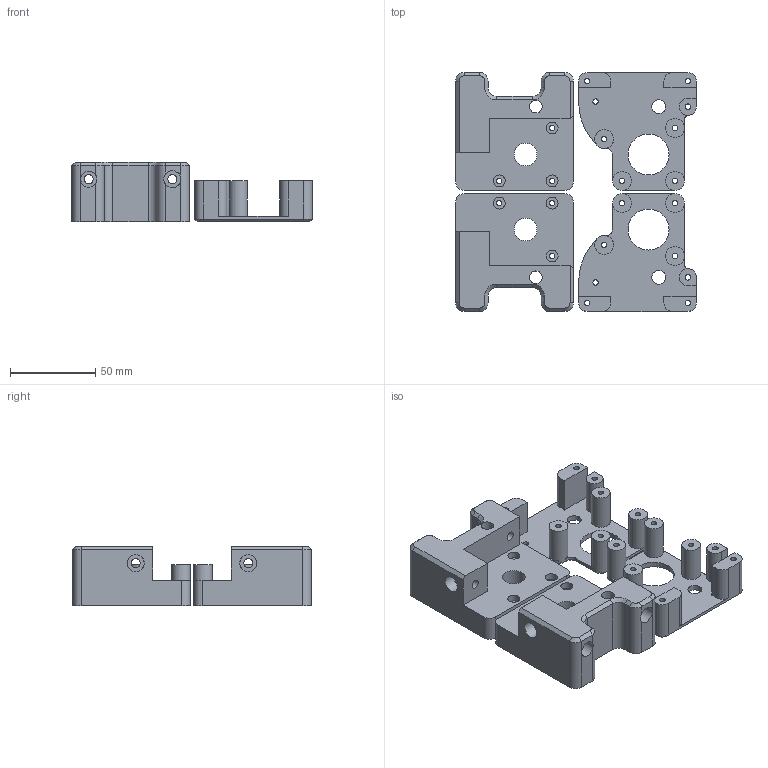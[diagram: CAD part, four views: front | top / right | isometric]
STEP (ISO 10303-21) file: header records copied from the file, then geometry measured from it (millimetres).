
FILE_DESCRIPTION(('FreeCAD Model'),'2;1');
FILE_NAME('Open CASCADE Shape Model','2025-11-13T17:40:33',(''),(''), 'Open CASCADE STEP processor 7.8','FreeCAD','Unknown');
FILE_SCHEMA(('AUTOMOTIVE_DESIGN { 1 0 10303 214 1 1 1 1 }'));
Length unit declared in the file: millimetre
Products named in the file (5): MotorMountMGN9; BottomRight; BottomLeft; TopRight; TopLeft
Assembly tree (4 placements, depth 2):
  MotorMountMGN9
    BottomRight
    BottomLeft
    TopRight
    TopLeft
Bounding box: 141 x 140 x 35 mm (x, y, z)
Volume: 232063 mm3; surface area: 73557.7 mm2
Topology: 4 solids, 4 shells, 256 faces, 622 edges, 392 vertices
Faces by surface type: plane 122, cylinder 102, cone 32
Full cylindrical faces by diameter (mm): 3.2 x22, 4.5 x10, 5.3 x8, 7 x6, 7.4 x2, 8.1 x2, 9.5 x2, 10 x4, 11 x8, 13.3 x2, 15.2 x2, 24 x2
Entity records: 8278 total; most frequent: CARTESIAN_POINT 1827, DIRECTION 1372, ORIENTED_EDGE 1244, EDGE_CURVE 622, AXIS2_PLACEMENT_3D 507, VERTEX_POINT 392, LINE 358, VECTOR 358
